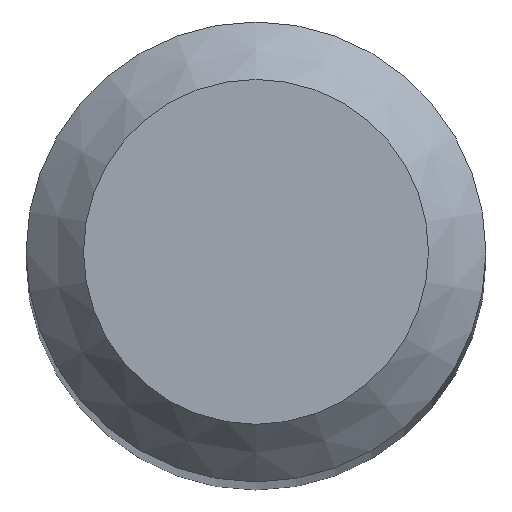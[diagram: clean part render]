
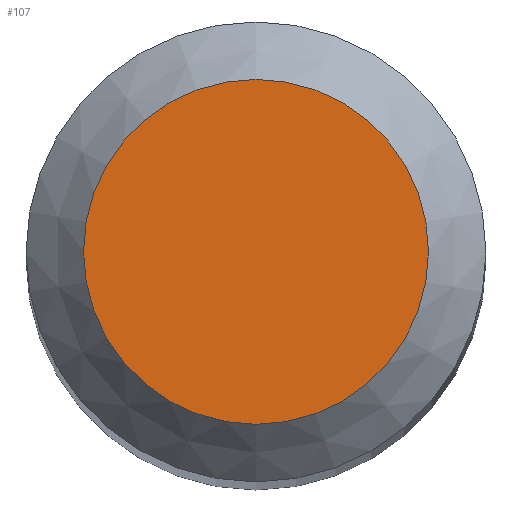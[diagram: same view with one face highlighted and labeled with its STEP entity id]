
A CAD part, top view. The second image highlights one B-rep face of the part: STEP entity #107.
In plain terms, the highlighted planar face has unit normal (0, 0, 1).
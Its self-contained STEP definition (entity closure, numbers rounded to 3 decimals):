
#1 = EDGE_CURVE ( 'NONE', #120, #120, #150, .T. ) ;
#21 = CARTESIAN_POINT ( 'NONE',  ( 0., 1.5, 62. ) ) ;
#33 = CARTESIAN_POINT ( 'NONE',  ( 0., 0., 62. ) ) ;
#56 = DIRECTION ( 'NONE',  ( 0., 0., -1. ) ) ;
#70 = AXIS2_PLACEMENT_3D ( 'NONE', #132, #56, #78 ) ;
#78 = DIRECTION ( 'NONE',  ( 0., 1., 0. ) ) ;
#93 = DIRECTION ( 'NONE',  ( 0., 0., -1. ) ) ;
#107 = ADVANCED_FACE ( 'NONE', ( #137 ), #114, .F. ) ;
#114 = PLANE ( 'NONE',  #202 ) ;
#120 = VERTEX_POINT ( 'NONE', #21 ) ;
#132 = CARTESIAN_POINT ( 'NONE',  ( 0., 0., 62. ) ) ;
#137 = FACE_OUTER_BOUND ( 'NONE', #152, .T. ) ;
#150 = CIRCLE ( 'NONE', #70, 1.5 ) ;
#152 = EDGE_LOOP ( 'NONE', ( #230 ) ) ;
#198 = DIRECTION ( 'NONE',  ( 0., 1., 0. ) ) ;
#202 = AXIS2_PLACEMENT_3D ( 'NONE', #33, #93, #198 ) ;
#230 = ORIENTED_EDGE ( 'NONE', *, *, #1, .F. ) ;
